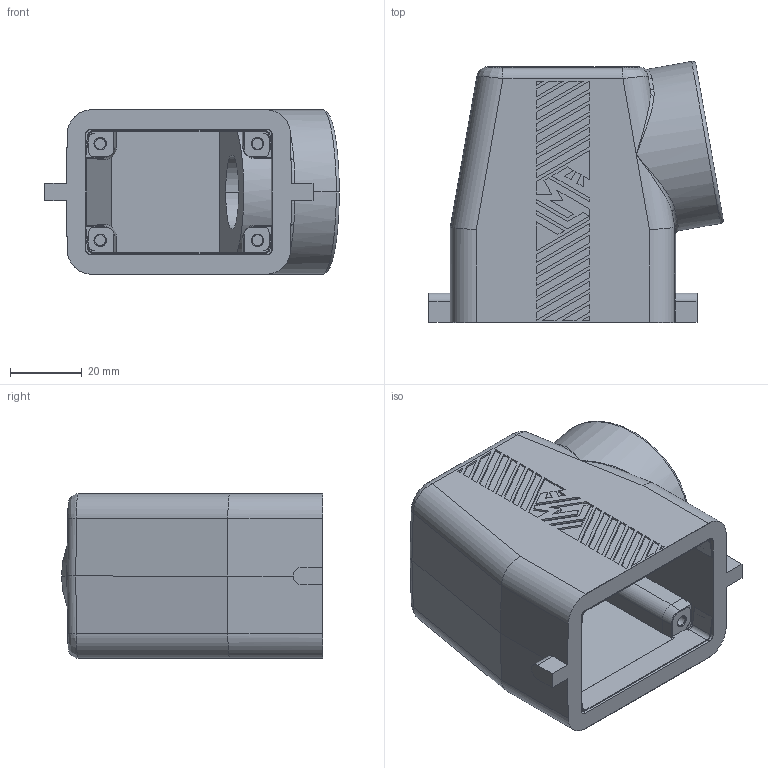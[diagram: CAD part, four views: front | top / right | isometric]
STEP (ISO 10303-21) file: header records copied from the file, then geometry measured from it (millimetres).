
FILE_DESCRIPTION(('Creo Elements/Direct Modeling STEP Export'),'2;1');
FILE_NAME('0ln7uvk53b87a8k4816','2020-06-22T16:29:18',(''),(''),'Creo Elements/Direct Modeling STEP processor for AP214 (Solid Model)','Creo Elements/Direct Modeling 20.1B 02-Apr-2019 (C) Parametric Technology GmbH','');
FILE_SCHEMA(('AUTOMOTIVE_DESIGN { 1 0 10303 214 1 1 1 1 }'));
Length unit declared in the file: millimetre
Products named in the file (2): TMAO_06L25B
Assembly tree (1 placements, depth 2):
  TMAO_06L25B
    TMAO_06L25B
Bounding box: 82.34 x 72.99 x 46 mm (x, y, z)
Volume: 105553 mm3; surface area: 35779 mm2
Topology: 1 solids, 5 shells, 567 faces, 1576 edges, 1024 vertices
Faces by surface type: plane 396, cylinder 81, bspline 64, cone 16, torus 10
Entity records: 31751 total; most frequent: CARTESIAN_POINT 13821, ORIENTED_EDGE 3144, DIRECTION 2310, EDGE_CURVE 1572, VECTOR 1086, LINE 1086, VERTEX_POINT 1024, EDGE_LOOP 622
